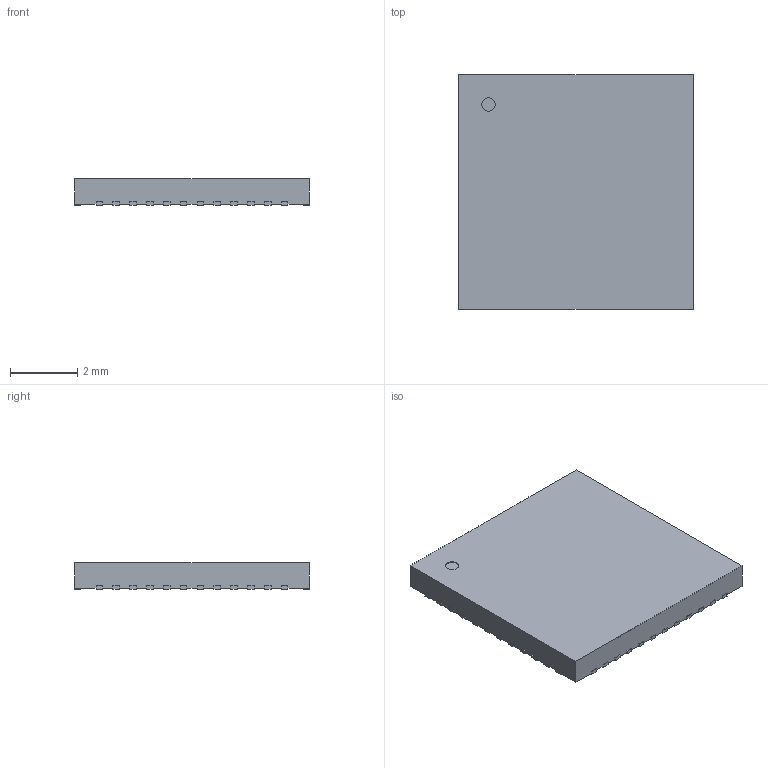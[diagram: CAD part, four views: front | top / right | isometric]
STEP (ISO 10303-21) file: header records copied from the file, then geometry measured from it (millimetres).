
FILE_DESCRIPTION(/* description */ ('model of Infineon_MLPQ-48-1EP_7x7mm_P0.5mm_Pad5.55x5.55mm'),/* implementation_level */ '2;1');
FILE_NAME(/* name */ 'Infineon_MLPQ-48-1EP_7x7mm_P0.5mm_Pad5.55x5.55mm.step',/* time_stamp */ '2018-11-08T21:30:54',/* author */ ('kicad StepUp','ksu'),/* organization */ ('FreeCAD'),/* preprocessor_version */ 'OCC',/* originating_system */ 'kicad StepUp',/* authorisation */ '');
FILE_SCHEMA(('AUTOMOTIVE_DESIGN { 1 0 10303 214 1 1 1 1 }'));
Length unit declared in the file: millimetre
Products named in the file (1): Infineon_MLPQ_48_1EP_7x7mm_P05mm_Pad555x555mm
Bounding box: 7 x 7 x 0.78 mm (x, y, z)
Volume: 36.5 mm3; surface area: 119.6 mm2
Topology: 1 solids, 1 shells, 296 faces, 879 edges, 586 vertices
Faces by surface type: plane 295, cylinder 1
Full cylindrical faces by diameter (mm): 0.4 x1
Entity records: 6693 total; most frequent: ORIENTED_EDGE 1512, CARTESIAN_POINT 1023, EDGE_CURVE 879, LINE 829, VERTEX_POINT 586, AXIS2_PLACEMENT_3D 298, FACE_BOUND 297, EDGE_LOOP 297
